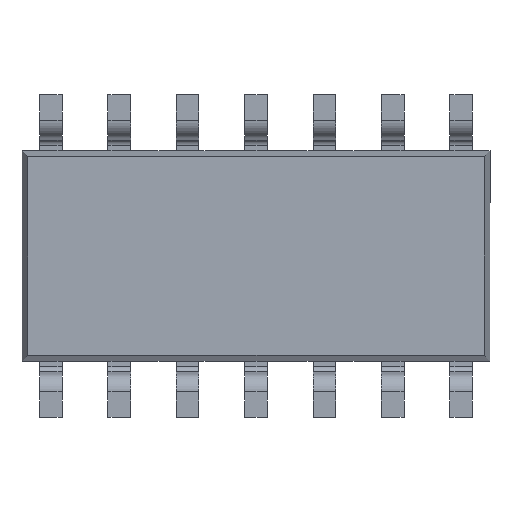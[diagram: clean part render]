
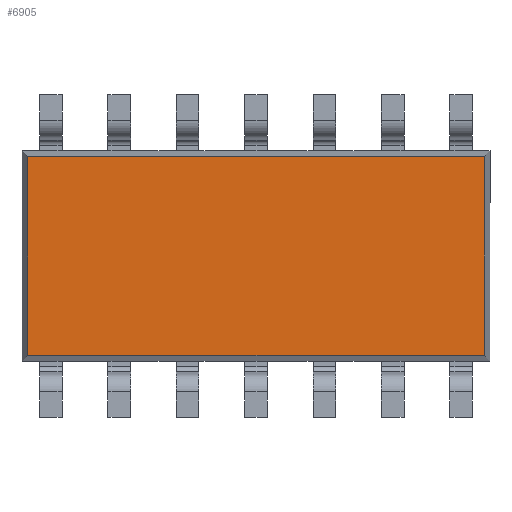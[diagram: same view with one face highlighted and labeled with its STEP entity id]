
A CAD part, front view. The second image highlights one B-rep face of the part: STEP entity #6905.
In plain terms, the highlighted planar face has unit normal (0, -1, 0).
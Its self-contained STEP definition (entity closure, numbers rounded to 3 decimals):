
#45 = FACE_OUTER_BOUND ( 'NONE', #6904, .T. ) ;
#46 = DIRECTION ( 'NONE',  ( 1., 0., 0. ) ) ;
#47 = VECTOR ( 'NONE', #46, 1000. ) ;
#48 = CARTESIAN_POINT ( 'NONE',  ( -4.345, -0.72, -1.846 ) ) ;
#49 = LINE ( 'NONE', #48, #47 ) ;
#84 = DIRECTION ( 'NONE',  ( 0., 0., -1. ) ) ;
#85 = DIRECTION ( 'NONE',  ( 0., -1., 0. ) ) ;
#86 = CARTESIAN_POINT ( 'NONE',  ( -4.345, -0.72, 1.95 ) ) ;
#87 = AXIS2_PLACEMENT_3D ( 'NONE', #86, #85, #84 ) ;
#88 = PLANE ( 'NONE',  #87 ) ;
#427 = EDGE_CURVE ( 'NONE', #1788, #1124, #2897, .T. ) ;
#434 = ORIENTED_EDGE ( 'NONE', *, *, #1796, .T. ) ;
#435 = ORIENTED_EDGE ( 'NONE', *, *, #6901, .T. ) ;
#436 = ORIENTED_EDGE ( 'NONE', *, *, #427, .T. ) ;
#918 = VERTEX_POINT ( 'NONE', #4054 ) ;
#1121 = EDGE_CURVE ( 'NONE', #1124, #918, #4438, .T. ) ;
#1124 = VERTEX_POINT ( 'NONE', #4434 ) ;
#1788 = VERTEX_POINT ( 'NONE', #5581 ) ;
#1794 = VERTEX_POINT ( 'NONE', #5616 ) ;
#1796 = EDGE_CURVE ( 'NONE', #918, #1794, #5614, .T. ) ;
#2894 = DIRECTION ( 'NONE',  ( 0., 0., 1. ) ) ;
#2895 = VECTOR ( 'NONE', #2894, 1000. ) ;
#2896 = CARTESIAN_POINT ( 'NONE',  ( 4.241, -0.72, -1.95 ) ) ;
#2897 = LINE ( 'NONE', #2896, #2895 ) ;
#4054 = CARTESIAN_POINT ( 'NONE',  ( -4.241, -0.72, 1.846 ) ) ;
#4434 = CARTESIAN_POINT ( 'NONE',  ( 4.241, -0.72, 1.846 ) ) ;
#4435 = DIRECTION ( 'NONE',  ( -1., 0., 0. ) ) ;
#4436 = VECTOR ( 'NONE', #4435, 1000. ) ;
#4437 = CARTESIAN_POINT ( 'NONE',  ( 4.345, -0.72, 1.846 ) ) ;
#4438 = LINE ( 'NONE', #4437, #4436 ) ;
#5581 = CARTESIAN_POINT ( 'NONE',  ( 4.241, -0.72, -1.846 ) ) ;
#5611 = DIRECTION ( 'NONE',  ( 0., 0., -1. ) ) ;
#5612 = VECTOR ( 'NONE', #5611, 1000. ) ;
#5613 = CARTESIAN_POINT ( 'NONE',  ( -4.241, -0.72, 1.95 ) ) ;
#5614 = LINE ( 'NONE', #5613, #5612 ) ;
#5616 = CARTESIAN_POINT ( 'NONE',  ( -4.241, -0.72, -1.846 ) ) ;
#6901 = EDGE_CURVE ( 'NONE', #1794, #1788, #49, .T. ) ;
#6902 = ORIENTED_EDGE ( 'NONE', *, *, #1121, .T. ) ;
#6904 = EDGE_LOOP ( 'NONE', ( #6902, #434, #435, #436 ) ) ;
#6905 = ADVANCED_FACE ( 'NONE', ( #45 ), #88, .T. ) ;
